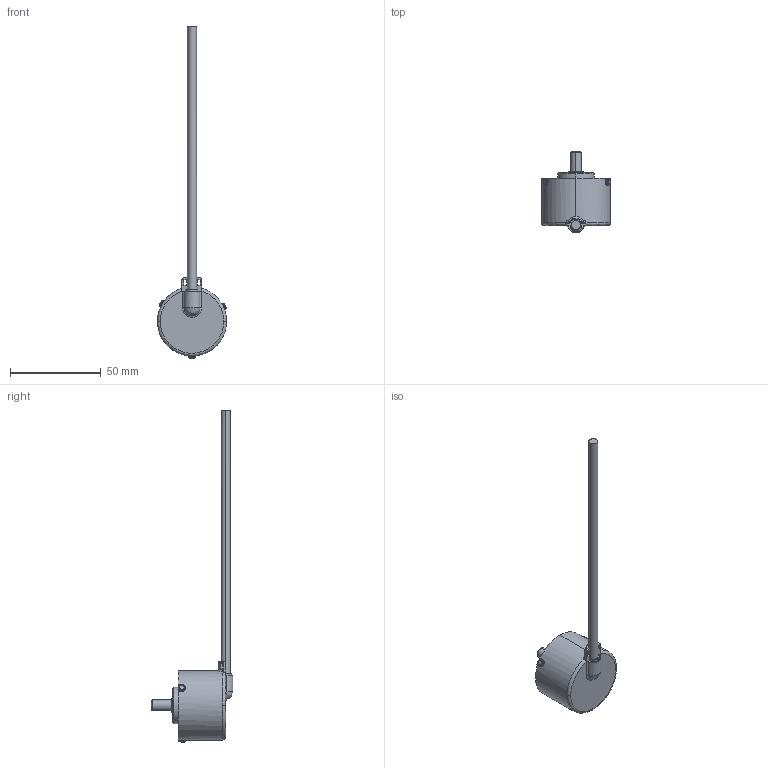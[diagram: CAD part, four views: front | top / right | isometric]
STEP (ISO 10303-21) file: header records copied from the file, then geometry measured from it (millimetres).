
FILE_DESCRIPTION (( 'STEP AP214' ), '1' );
FILE_NAME ('TRD-S.STEP', '2016-06-30T14:55:29', ( '' ), ( '' ), 'SwSTEP 2.0', 'SolidWorks 2016', '' );
FILE_SCHEMA (( 'AUTOMOTIVE_DESIGN' ));
Length unit declared in the file: millimetre
Products named in the file (1): TRD-S
Bounding box: 38 x 44.9 x 182.6 mm (x, y, z)
Volume: 33709.4 mm3; surface area: 8862.4 mm2
Topology: 1 solids, 1 shells, 178 faces, 519 edges, 347 vertices
Faces by surface type: cylinder 72, plane 61, bspline 30, cone 14, torus 1
Entity records: 9891 total; most frequent: CARTESIAN_POINT 5518, ORIENTED_EDGE 1034, DIRECTION 648, EDGE_CURVE 517, VERTEX_POINT 347, AXIS2_PLACEMENT_3D 230, B_SPLINE_CURVE_WITH_KNOTS 219, EDGE_LOOP 196
